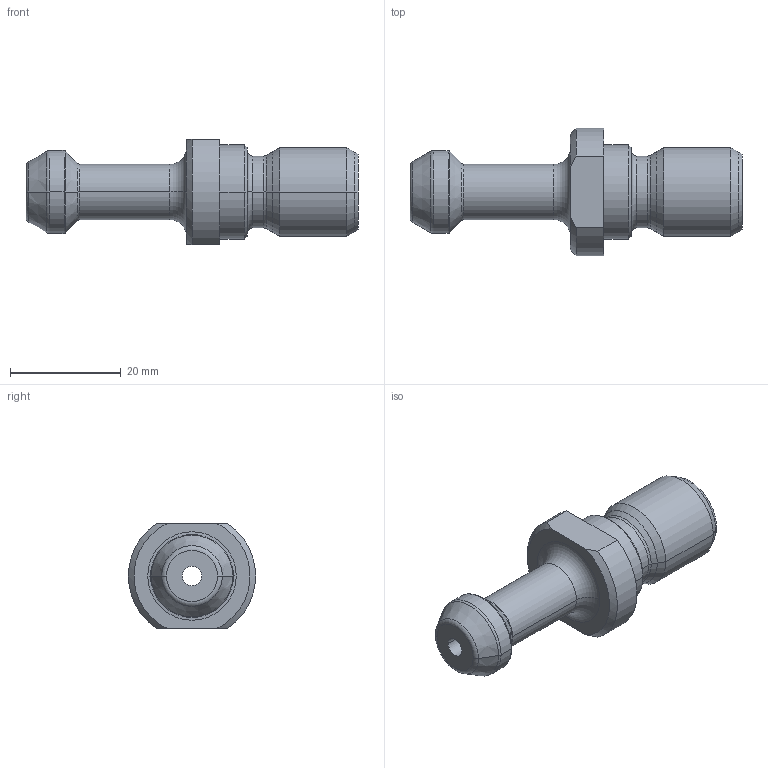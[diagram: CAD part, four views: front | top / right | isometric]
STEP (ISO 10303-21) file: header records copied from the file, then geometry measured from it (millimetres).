
FILE_DESCRIPTION((''),'2;1');
FILE_NAME('88-603-40','2012-04-13T',('mei'),(''),'PRO/ENGINEER BY PARAMETRIC TECHNOLOGY CORPORATION, 2010430','PRO/ENGINEER BY PARAMETRIC TECHNOLOGY CORPORATION, 2010430','');
FILE_SCHEMA(('CONFIG_CONTROL_DESIGN'));
Length unit declared in the file: millimetre
Products named in the file (1): 88-603-40
Bounding box: 60 x 23 x 19 mm (x, y, z)
Volume: 9420.9 mm3; surface area: 4746.4 mm2
Topology: 1 solids, 2 shells, 49 faces, 104 edges, 60 vertices
Faces by surface type: cylinder 16, torus 14, cone 12, plane 7
Entity records: 1382 total; most frequent: DIRECTION 268, CARTESIAN_POINT 234, ORIENTED_EDGE 204, AXIS2_PLACEMENT_3D 118, EDGE_CURVE 104, CIRCLE 68, VERTEX_POINT 60, EDGE_LOOP 54
